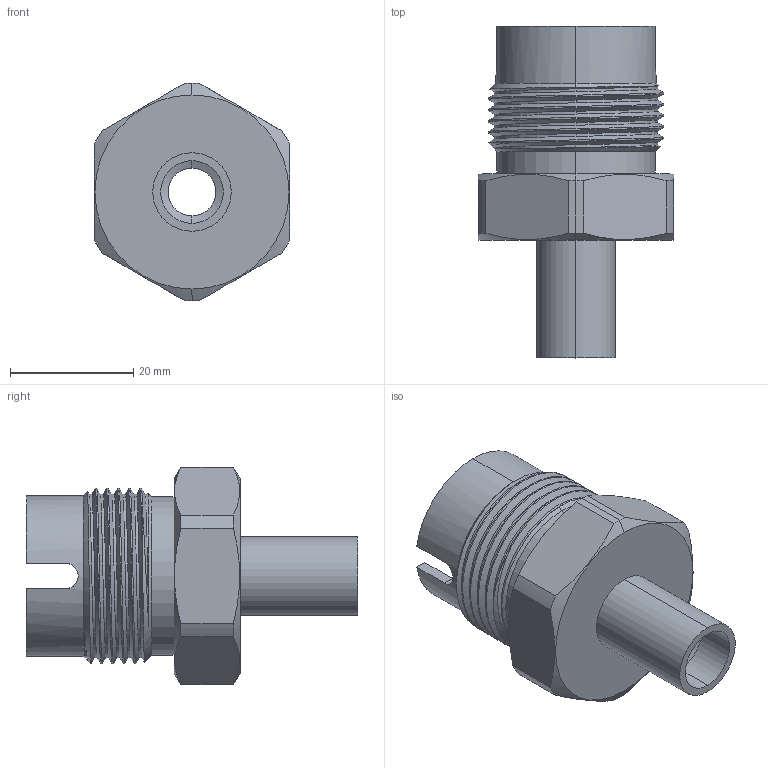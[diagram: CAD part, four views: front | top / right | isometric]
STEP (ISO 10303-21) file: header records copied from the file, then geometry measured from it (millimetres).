
FILE_DESCRIPTION (( 'STEP AP203' ), '1' );
FILE_NAME ('AD-712MSS-8TS.STEP', '2025-08-08T12:26:21', ( '' ), ( '' ), 'SwSTEP 2.0', 'SolidWorks 2018', '' );
FILE_SCHEMA (( 'CONFIG_CONTROL_DESIGN' ));
Length unit declared in the file: inch
Products named in the file (1): AD-712MSS-8TS
Bounding box: 31.75 x 53.85 x 35.31 mm (x, y, z)
Volume: 17831.9 mm3; surface area: 8024.8 mm2
Topology: 1 solids, 1 shells, 162 faces, 428 edges, 280 vertices
Faces by surface type: plane 64, cylinder 52, bspline 31, cone 13, torus 2
Entity records: 8369 total; most frequent: CARTESIAN_POINT 4604, ORIENTED_EDGE 856, DIRECTION 634, EDGE_CURVE 428, VERTEX_POINT 280, VECTOR 222, LINE 222, AXIS2_PLACEMENT_3D 206
